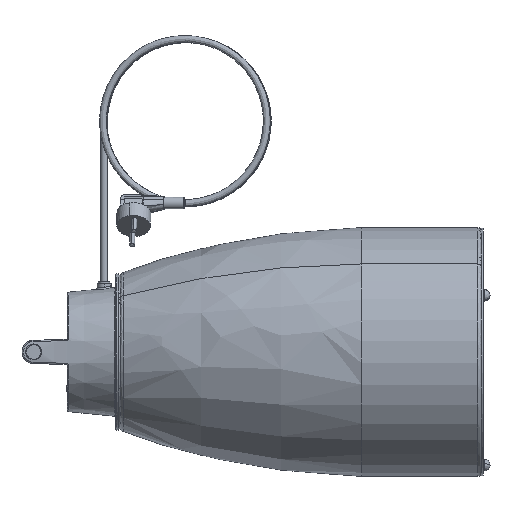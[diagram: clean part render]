
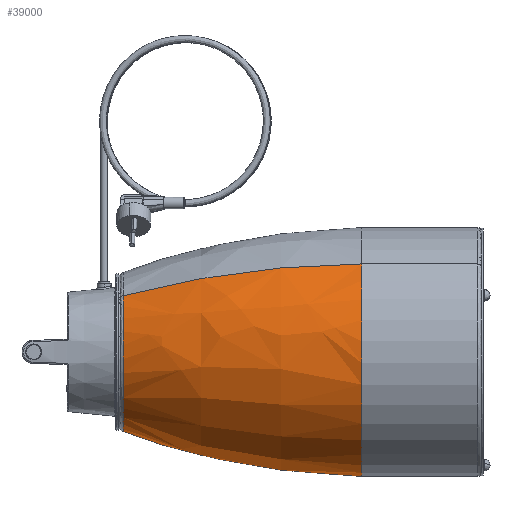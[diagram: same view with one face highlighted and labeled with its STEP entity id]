
A CAD part, left-side view. The second image highlights one B-rep face of the part: STEP entity #39000.
In plain terms, the highlighted free-form (B-spline) face has degree [3, 3] with [4, 4] control points.
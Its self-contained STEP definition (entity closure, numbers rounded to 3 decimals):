
#2613 = CARTESIAN_POINT ( 'NONE',  ( -0.108, -62.977, -129.087 ) ) ;
#3298 = ORIENTED_EDGE ( 'NONE', *, *, #48673, .T. ) ;
#5260 = VERTEX_POINT ( 'NONE', #41021 ) ;
#7143 = CIRCLE ( 'NONE', #40923, 129.087 ) ;
#7176 = VERTEX_POINT ( 'NONE', #31931 ) ;
#9345 = CARTESIAN_POINT ( 'NONE',  ( -0.108, -71.577, 591.862 ) ) ;
#10310 = ORIENTED_EDGE ( 'NONE', *, *, #33819, .T. ) ;
#11306 = CARTESIAN_POINT ( 'NONE',  ( -0.108, -62.977, 129.087 ) ) ;
#11790 = DIRECTION ( 'NONE',  ( 0., 0., 1. ) ) ;
#12200 = DIRECTION ( 'NONE',  ( 0., 0., 1. ) ) ;
#13669 = CARTESIAN_POINT ( 'NONE',  ( -165.116, 183.514, 82.504 ) ) ;
#13731 = DIRECTION ( 'NONE',  ( -1., 0., 0. ) ) ;
#13744 = CARTESIAN_POINT ( 'NONE',  ( -0.108, -62.977, -129.087 ) ) ;
#14158 = CARTESIAN_POINT ( 'NONE',  ( -224.892, 104.501, -112.392 ) ) ;
#17173 = EDGE_CURVE ( 'NONE', #5260, #35571, #34190, .T. ) ;
#17368 = CARTESIAN_POINT ( 'NONE',  ( -258.281, -62.977, -129.087 ) ) ;
#18126 = CARTESIAN_POINT ( 'NONE',  ( -258.281, -62.977, 129.087 ) ) ;
#18984 = DIRECTION ( 'NONE',  ( 1., 0., 0. ) ) ;
#19374 = AXIS2_PLACEMENT_3D ( 'NONE', #30044, #18984, #11790 ) ;
#20254 = EDGE_LOOP ( 'NONE', ( #10310, #35825, #3298, #28718 ) ) ;
#21345 = CARTESIAN_POINT ( 'NONE',  ( -224.892, 104.501, 112.392 ) ) ;
#24850 = DIRECTION ( 'NONE',  ( 0., 0., -1. ) ) ;
#25282 = CARTESIAN_POINT ( 'NONE',  ( -0.108, 104.501, -112.392 ) ) ;
#27157 = VERTEX_POINT ( 'NONE', #11306 ) ;
#28689 = FACE_OUTER_BOUND ( 'NONE', #20254, .T. ) ;
#28718 = ORIENTED_EDGE ( 'NONE', *, *, #34258, .F. ) ;
#29560 = DIRECTION ( 'NONE',  ( 0., 0., 1. ) ) ;
#30044 = CARTESIAN_POINT ( 'NONE',  ( -0.108, -71.577, -591.862 ) ) ;
#30048 = CARTESIAN_POINT ( 'NONE',  ( -0.108, 183.514, 0. ) ) ;
#31931 = CARTESIAN_POINT ( 'NONE',  ( -0.108, 183.514, 82.504 ) ) ;
#32869 = CARTESIAN_POINT ( 'NONE',  ( -256.266, 21.494, -128.079 ) ) ;
#33819 = EDGE_CURVE ( 'NONE', #7176, #5260, #40548, .T. ) ;
#34190 = CIRCLE ( 'NONE', #45204, 721. ) ;
#34258 = EDGE_CURVE ( 'NONE', #7176, #27157, #40589, .T. ) ;
#35571 = VERTEX_POINT ( 'NONE', #13744 ) ;
#35825 = ORIENTED_EDGE ( 'NONE', *, *, #17173, .T. ) ;
#36351 = CARTESIAN_POINT ( 'NONE',  ( -256.266, 21.494, 128.079 ) ) ;
#36593 = CARTESIAN_POINT ( 'NONE',  ( -0.108, 183.514, -82.504 ) ) ;
#36843 = CARTESIAN_POINT ( 'NONE',  ( -0.108, 104.501, 112.392 ) ) ;
#39000 = ADVANCED_FACE ( 'NONE', ( #28689 ), #45206, .T. ) ;
#39276 = CARTESIAN_POINT ( 'NONE',  ( -0.108, -62.977, 0. ) ) ;
#40269 = CARTESIAN_POINT ( 'NONE',  ( -0.108, 21.494, 128.079 ) ) ;
#40548 = CIRCLE ( 'NONE', #43685, 82.504 ) ;
#40589 = CIRCLE ( 'NONE', #19374, 721. ) ;
#40923 = AXIS2_PLACEMENT_3D ( 'NONE', #39276, #42490, #12200 ) ;
#41021 = CARTESIAN_POINT ( 'NONE',  ( -0.108, 183.514, -82.504 ) ) ;
#42490 = DIRECTION ( 'NONE',  ( 0., 1., 0. ) ) ;
#43685 = AXIS2_PLACEMENT_3D ( 'NONE', #30048, #45065, #29560 ) ;
#44221 = CARTESIAN_POINT ( 'NONE',  ( -0.108, -62.977, 129.087 ) ) ;
#44466 = CARTESIAN_POINT ( 'NONE',  ( -0.108, 183.514, 82.504 ) ) ;
#45065 = DIRECTION ( 'NONE',  ( 0., -1., 0. ) ) ;
#45204 = AXIS2_PLACEMENT_3D ( 'NONE', #9345, #13731, #24850 ) ;
#45206 =( BOUNDED_SURFACE ( )  B_SPLINE_SURFACE ( 3, 3, ( 
 ( #36593, #48397, #13669, #44466 ),
 ( #25282, #14158, #21345, #36843 ),
 ( #48147, #32869, #36351, #40269 ),
 ( #2613, #17368, #18126, #44221 ) ),
 .UNSPECIFIED., .F., .F., .F. ) 
 B_SPLINE_SURFACE_WITH_KNOTS ( ( 4, 4 ),
 ( 4, 4 ),
 ( 0., 1. ),
 ( 0., 1. ),
 .UNSPECIFIED. ) 
 GEOMETRIC_REPRESENTATION_ITEM ( )  RATIONAL_B_SPLINE_SURFACE ( (
 ( 1., 0.333, 0.333, 1.),
 ( 0.99, 0.33, 0.33, 0.99),
 ( 0.99, 0.33, 0.33, 0.99),
 ( 1., 0.333, 0.333, 1.) ) ) 
 REPRESENTATION_ITEM ( '' )  SURFACE ( )  );
#48147 = CARTESIAN_POINT ( 'NONE',  ( -0.108, 21.494, -128.079 ) ) ;
#48397 = CARTESIAN_POINT ( 'NONE',  ( -165.116, 183.514, -82.504 ) ) ;
#48673 = EDGE_CURVE ( 'NONE', #35571, #27157, #7143, .T. ) ;
